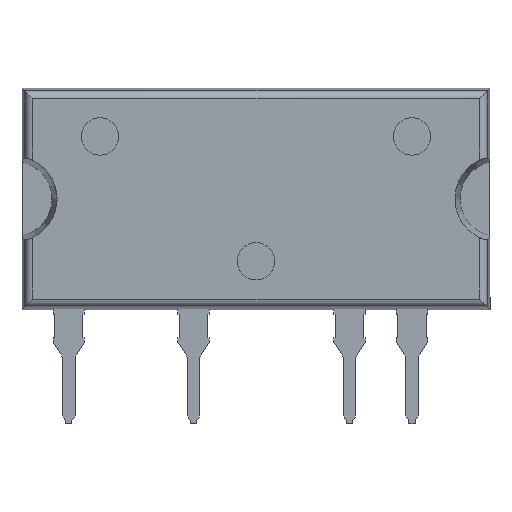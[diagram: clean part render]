
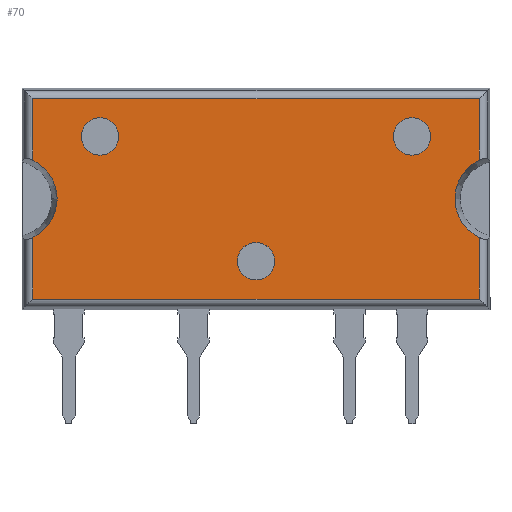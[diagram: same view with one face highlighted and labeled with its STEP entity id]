
A CAD part, top view. The second image highlights one B-rep face of the part: STEP entity #70.
In plain terms, the highlighted planar face has unit normal (0, 0, 1).
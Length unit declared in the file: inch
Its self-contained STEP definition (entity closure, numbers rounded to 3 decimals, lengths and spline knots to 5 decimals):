
#70 = ADVANCED_FACE ( 'NONE', ( #2058, #3798, #3701, #1292 ), #1725, .F. ) ;
#77 = EDGE_CURVE ( 'NONE', #4213, #2261, #2838, .T. ) ;
#119 = CARTESIAN_POINT ( 'NONE',  ( 0.71622, 0.18578, 0.0825 ) ) ;
#163 = EDGE_CURVE ( 'NONE', #406, #3777, #4153, .T. ) ;
#195 = EDGE_CURVE ( 'NONE', #4189, #3176, #3303, .T. ) ;
#202 = CIRCLE ( 'NONE', #3552, 0.1375 ) ;
#215 = ORIENTED_EDGE ( 'NONE', *, *, #1060, .F. ) ;
#279 = ORIENTED_EDGE ( 'NONE', *, *, #2164, .F. ) ;
#375 = DIRECTION ( 'NONE',  ( 0., 0., -1. ) ) ;
#388 = ORIENTED_EDGE ( 'NONE', *, *, #694, .F. ) ;
#406 = VERTEX_POINT ( 'NONE', #1590 ) ;
#421 = CIRCLE ( 'NONE', #4194, 0.06 ) ;
#429 = CARTESIAN_POINT ( 'NONE',  ( -0.71622, 0.18578, 0.0825 ) ) ;
#448 = CARTESIAN_POINT ( 'NONE',  ( -0.6375, 0.507, 0.0825 ) ) ;
#524 = CARTESIAN_POINT ( 'NONE',  ( -0.06, 0.307, 0.0825 ) ) ;
#609 = CARTESIAN_POINT ( 'NONE',  ( -0.75, 0.18578, 0.0825 ) ) ;
#632 = DIRECTION ( 'NONE',  ( 0., 1., 0. ) ) ;
#633 = EDGE_CURVE ( 'NONE', #2261, #406, #634, .T. ) ;
#634 = CIRCLE ( 'NONE', #2896, 0.1375 ) ;
#677 = CARTESIAN_POINT ( 'NONE',  ( -0.71622, 0.862, 0.0825 ) ) ;
#694 = EDGE_CURVE ( 'NONE', #1650, #3672, #421, .T. ) ;
#699 = VERTEX_POINT ( 'NONE', #3994 ) ;
#766 = CARTESIAN_POINT ( 'NONE',  ( 0.56, 0.707, 0.0825 ) ) ;
#789 = CIRCLE ( 'NONE', #2245, 0.1375 ) ;
#798 = DIRECTION ( 'NONE',  ( 0., 0., 1. ) ) ;
#841 = EDGE_LOOP ( 'NONE', ( #3933, #2330 ) ) ;
#851 = DIRECTION ( 'NONE',  ( 1., 0., 0. ) ) ;
#857 = CARTESIAN_POINT ( 'NONE',  ( -0.56, 0.707, 0.0825 ) ) ;
#896 = VERTEX_POINT ( 'NONE', #429 ) ;
#900 = LINE ( 'NONE', #677, #2561 ) ;
#1060 = EDGE_CURVE ( 'NONE', #699, #4213, #4136, .T. ) ;
#1064 = DIRECTION ( 'NONE',  ( 0., -1., 0. ) ) ;
#1076 = VECTOR ( 'NONE', #1064, 39.37008 ) ;
#1096 = CARTESIAN_POINT ( 'NONE',  ( 0., 0.307, 0.0825 ) ) ;
#1110 = DIRECTION ( 'NONE',  ( 0., 0., 1. ) ) ;
#1122 = DIRECTION ( 'NONE',  ( 1., 0., 0. ) ) ;
#1174 = ORIENTED_EDGE ( 'NONE', *, *, #163, .F. ) ;
#1243 = CARTESIAN_POINT ( 'NONE',  ( -0.5, 0.707, 0.0825 ) ) ;
#1292 = FACE_BOUND ( 'NONE', #2157, .T. ) ;
#1367 = CIRCLE ( 'NONE', #2901, 0.06 ) ;
#1373 = CARTESIAN_POINT ( 'NONE',  ( -0.71622, 0.862, 0.0825 ) ) ;
#1422 = DIRECTION ( 'NONE',  ( 0., 1., 0. ) ) ;
#1475 = ORIENTED_EDGE ( 'NONE', *, *, #195, .F. ) ;
#1479 = CIRCLE ( 'NONE', #2684, 0.06 ) ;
#1510 = CARTESIAN_POINT ( 'NONE',  ( 0., 0.307, 0.0825 ) ) ;
#1522 = DIRECTION ( 'NONE',  ( 0., 0., 1. ) ) ;
#1535 = VERTEX_POINT ( 'NONE', #3504 ) ;
#1574 = DIRECTION ( 'NONE',  ( 1., 0., 0. ) ) ;
#1590 = CARTESIAN_POINT ( 'NONE',  ( 0.71622, 0.3827, 0.0825 ) ) ;
#1607 = VERTEX_POINT ( 'NONE', #448 ) ;
#1650 = VERTEX_POINT ( 'NONE', #857 ) ;
#1686 = DIRECTION ( 'NONE',  ( 1., 0., 0. ) ) ;
#1687 = VECTOR ( 'NONE', #1422, 39.37008 ) ;
#1711 = CARTESIAN_POINT ( 'NONE',  ( -0.44, 0.707, 0.0825 ) ) ;
#1725 = PLANE ( 'NONE',  #2624 ) ;
#1762 = CARTESIAN_POINT ( 'NONE',  ( -0.5, 0.707, 0.0825 ) ) ;
#1764 = CARTESIAN_POINT ( 'NONE',  ( -0.75, 0.82822, 0.0825 ) ) ;
#1914 = CARTESIAN_POINT ( 'NONE',  ( -0.775, 0.507, 0.0825 ) ) ;
#2058 = FACE_OUTER_BOUND ( 'NONE', #2720, .T. ) ;
#2081 = EDGE_CURVE ( 'NONE', #2998, #699, #3536, .T. ) ;
#2085 = DIRECTION ( 'NONE',  ( 1., 0., 0. ) ) ;
#2139 = CIRCLE ( 'NONE', #3130, 0.06 ) ;
#2157 = EDGE_LOOP ( 'NONE', ( #4076, #388 ) ) ;
#2164 = EDGE_CURVE ( 'NONE', #3186, #1607, #789, .T. ) ;
#2202 = EDGE_CURVE ( 'NONE', #3176, #4189, #1479, .T. ) ;
#2245 = AXIS2_PLACEMENT_3D ( 'NONE', #2987, #3003, #3016 ) ;
#2251 = ORIENTED_EDGE ( 'NONE', *, *, #77, .F. ) ;
#2254 = DIRECTION ( 'NONE',  ( 1., 0., 0. ) ) ;
#2261 = VERTEX_POINT ( 'NONE', #3960 ) ;
#2264 = EDGE_CURVE ( 'NONE', #3963, #1535, #1367, .T. ) ;
#2289 = EDGE_CURVE ( 'NONE', #1535, #3963, #2139, .T. ) ;
#2330 = ORIENTED_EDGE ( 'NONE', *, *, #2264, .F. ) ;
#2392 = CARTESIAN_POINT ( 'NONE',  ( -0.75, 0.862, 0.0825 ) ) ;
#2425 = CARTESIAN_POINT ( 'NONE',  ( -0.71622, 0.3827, 0.0825 ) ) ;
#2431 = VECTOR ( 'NONE', #4066, 39.37008 ) ;
#2432 = EDGE_LOOP ( 'NONE', ( #3510, #1475 ) ) ;
#2555 = VECTOR ( 'NONE', #3277, 39.37008 ) ;
#2560 = EDGE_CURVE ( 'NONE', #896, #3186, #900, .T. ) ;
#2561 = VECTOR ( 'NONE', #632, 39.37008 ) ;
#2624 = AXIS2_PLACEMENT_3D ( 'NONE', #2392, #375, #2714 ) ;
#2644 = ORIENTED_EDGE ( 'NONE', *, *, #633, .F. ) ;
#2684 = AXIS2_PLACEMENT_3D ( 'NONE', #3604, #3617, #3626 ) ;
#2714 = DIRECTION ( 'NONE',  ( -1., 0., 0. ) ) ;
#2720 = EDGE_LOOP ( 'NONE', ( #3118, #3055, #279, #3114, #3144, #1174, #2644, #2251, #215 ) ) ;
#2788 = CARTESIAN_POINT ( 'NONE',  ( 0.5, 0.707, 0.0825 ) ) ;
#2802 = EDGE_CURVE ( 'NONE', #3672, #1650, #3724, .T. ) ;
#2838 = LINE ( 'NONE', #3696, #1076 ) ;
#2856 = EDGE_CURVE ( 'NONE', #1607, #2998, #202, .T. ) ;
#2873 = CARTESIAN_POINT ( 'NONE',  ( 0.44, 0.707, 0.0825 ) ) ;
#2896 = AXIS2_PLACEMENT_3D ( 'NONE', #2925, #3263, #3405 ) ;
#2901 = AXIS2_PLACEMENT_3D ( 'NONE', #1096, #1110, #1122 ) ;
#2925 = CARTESIAN_POINT ( 'NONE',  ( 0.775, 0.507, 0.0825 ) ) ;
#2935 = EDGE_CURVE ( 'NONE', #3777, #896, #4174, .T. ) ;
#2979 = CARTESIAN_POINT ( 'NONE',  ( -0.71622, 0.6313, 0.0825 ) ) ;
#2987 = CARTESIAN_POINT ( 'NONE',  ( -0.775, 0.507, 0.0825 ) ) ;
#2998 = VERTEX_POINT ( 'NONE', #2979 ) ;
#3003 = DIRECTION ( 'NONE',  ( 0., 0., 1. ) ) ;
#3016 = DIRECTION ( 'NONE',  ( 1., 0., 0. ) ) ;
#3055 = ORIENTED_EDGE ( 'NONE', *, *, #2856, .F. ) ;
#3114 = ORIENTED_EDGE ( 'NONE', *, *, #2560, .F. ) ;
#3118 = ORIENTED_EDGE ( 'NONE', *, *, #2081, .F. ) ;
#3119 = DIRECTION ( 'NONE',  ( 1., 0., 0. ) ) ;
#3130 = AXIS2_PLACEMENT_3D ( 'NONE', #1510, #1522, #1686 ) ;
#3144 = ORIENTED_EDGE ( 'NONE', *, *, #2935, .F. ) ;
#3176 = VERTEX_POINT ( 'NONE', #766 ) ;
#3186 = VERTEX_POINT ( 'NONE', #2425 ) ;
#3263 = DIRECTION ( 'NONE',  ( 0., 0., 1. ) ) ;
#3277 = DIRECTION ( 'NONE',  ( -1., 0., 0. ) ) ;
#3289 = VECTOR ( 'NONE', #851, 39.37008 ) ;
#3303 = CIRCLE ( 'NONE', #4146, 0.06 ) ;
#3405 = DIRECTION ( 'NONE',  ( 1., 0., 0. ) ) ;
#3504 = CARTESIAN_POINT ( 'NONE',  ( 0.06, 0.307, 0.0825 ) ) ;
#3510 = ORIENTED_EDGE ( 'NONE', *, *, #2202, .F. ) ;
#3532 = CARTESIAN_POINT ( 'NONE',  ( 0.71622, 0.82822, 0.0825 ) ) ;
#3536 = LINE ( 'NONE', #1373, #1687 ) ;
#3543 = DIRECTION ( 'NONE',  ( 0., 0., 1. ) ) ;
#3552 = AXIS2_PLACEMENT_3D ( 'NONE', #1914, #4193, #2254 ) ;
#3604 = CARTESIAN_POINT ( 'NONE',  ( 0.5, 0.707, 0.0825 ) ) ;
#3617 = DIRECTION ( 'NONE',  ( 0., 0., 1. ) ) ;
#3626 = DIRECTION ( 'NONE',  ( 1., 0., 0. ) ) ;
#3672 = VERTEX_POINT ( 'NONE', #1711 ) ;
#3696 = CARTESIAN_POINT ( 'NONE',  ( 0.71622, 0.862, 0.0825 ) ) ;
#3701 = FACE_BOUND ( 'NONE', #841, .T. ) ;
#3724 = CIRCLE ( 'NONE', #3979, 0.06 ) ;
#3743 = CARTESIAN_POINT ( 'NONE',  ( 0.71622, 0.862, 0.0825 ) ) ;
#3777 = VERTEX_POINT ( 'NONE', #119 ) ;
#3798 = FACE_BOUND ( 'NONE', #2432, .T. ) ;
#3933 = ORIENTED_EDGE ( 'NONE', *, *, #2289, .F. ) ;
#3960 = CARTESIAN_POINT ( 'NONE',  ( 0.71622, 0.6313, 0.0825 ) ) ;
#3963 = VERTEX_POINT ( 'NONE', #524 ) ;
#3979 = AXIS2_PLACEMENT_3D ( 'NONE', #1243, #3543, #1574 ) ;
#3994 = CARTESIAN_POINT ( 'NONE',  ( -0.71622, 0.82822, 0.0825 ) ) ;
#4066 = DIRECTION ( 'NONE',  ( 0., -1., 0. ) ) ;
#4076 = ORIENTED_EDGE ( 'NONE', *, *, #2802, .F. ) ;
#4136 = LINE ( 'NONE', #1764, #3289 ) ;
#4146 = AXIS2_PLACEMENT_3D ( 'NONE', #2788, #798, #3119 ) ;
#4153 = LINE ( 'NONE', #3743, #2431 ) ;
#4174 = LINE ( 'NONE', #609, #2555 ) ;
#4189 = VERTEX_POINT ( 'NONE', #2873 ) ;
#4194 = AXIS2_PLACEMENT_3D ( 'NONE', #1762, #4270, #2085 ) ;
#4193 = DIRECTION ( 'NONE',  ( 0., 0., 1. ) ) ;
#4213 = VERTEX_POINT ( 'NONE', #3532 ) ;
#4270 = DIRECTION ( 'NONE',  ( 0., 0., 1. ) ) ;
